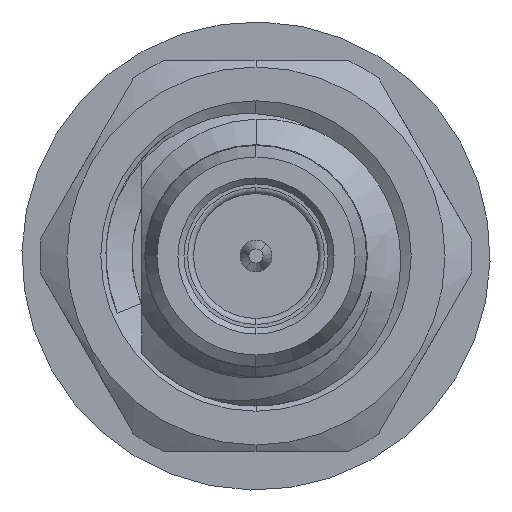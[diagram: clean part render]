
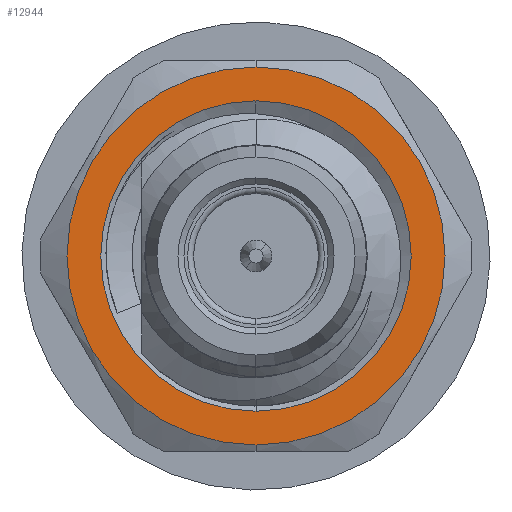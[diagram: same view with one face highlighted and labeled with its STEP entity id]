
A CAD part, left-side view. The second image highlights one B-rep face of the part: STEP entity #12944.
In plain terms, the highlighted planar face has unit normal (-1, 0, 0).
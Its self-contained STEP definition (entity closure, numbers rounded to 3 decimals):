
#21 = CARTESIAN_POINT ( 'NONE',  ( 6.599, 0., 2.587 ) ) ;
#78 = ORIENTED_EDGE ( 'NONE', *, *, #5625, .F. ) ;
#127 = CARTESIAN_POINT ( 'NONE',  ( 6.599, 0., 3.15 ) ) ;
#291 = DIRECTION ( 'NONE',  ( 0., 0., -1. ) ) ;
#317 = CARTESIAN_POINT ( 'NONE',  ( 6.599, 0., 0. ) ) ;
#492 = VERTEX_POINT ( 'NONE', #10586 ) ;
#623 = CARTESIAN_POINT ( 'NONE',  ( 6.599, 0., -2.587 ) ) ;
#759 = CARTESIAN_POINT ( 'NONE',  ( 6.599, 0., 0. ) ) ;
#970 = VERTEX_POINT ( 'NONE', #623 ) ;
#1270 = CIRCLE ( 'NONE', #9069, 2.587 ) ;
#1434 = AXIS2_PLACEMENT_3D ( 'NONE', #13922, #7146, #291 ) ;
#1468 = DIRECTION ( 'NONE',  ( 0., 0., -1. ) ) ;
#1488 = ORIENTED_EDGE ( 'NONE', *, *, #10893, .T. ) ;
#1905 = DIRECTION ( 'NONE',  ( 0., 0., 1. ) ) ;
#3490 = CARTESIAN_POINT ( 'NONE',  ( 6.599, 0., 0. ) ) ;
#3762 = FACE_BOUND ( 'NONE', #12333, .T. ) ;
#3798 = CARTESIAN_POINT ( 'NONE',  ( 6.599, 0., 0. ) ) ;
#4145 = VERTEX_POINT ( 'NONE', #21 ) ;
#4658 = DIRECTION ( 'NONE',  ( 0., 0., 1. ) ) ;
#4963 = DIRECTION ( 'NONE',  ( 0., 0., 1. ) ) ;
#5625 = EDGE_CURVE ( 'NONE', #13280, #492, #10143, .T. ) ;
#6615 = EDGE_CURVE ( 'NONE', #492, #13280, #10106, .T. ) ;
#7146 = DIRECTION ( 'NONE',  ( 1., 0., 0. ) ) ;
#7195 = ORIENTED_EDGE ( 'NONE', *, *, #6615, .F. ) ;
#7576 = PLANE ( 'NONE',  #10650 ) ;
#8349 = DIRECTION ( 'NONE',  ( 1., 0., 0. ) ) ;
#8480 = ORIENTED_EDGE ( 'NONE', *, *, #13537, .T. ) ;
#8686 = CIRCLE ( 'NONE', #9678, 2.587 ) ;
#8792 = DIRECTION ( 'NONE',  ( -1., 0., 0. ) ) ;
#9069 = AXIS2_PLACEMENT_3D ( 'NONE', #3798, #11794, #4963 ) ;
#9678 = AXIS2_PLACEMENT_3D ( 'NONE', #3490, #11510, #4658 ) ;
#10106 = CIRCLE ( 'NONE', #1434, 3.15 ) ;
#10143 = CIRCLE ( 'NONE', #13337, 3.15 ) ;
#10499 = EDGE_LOOP ( 'NONE', ( #7195, #78 ) ) ;
#10586 = CARTESIAN_POINT ( 'NONE',  ( 6.599, 0., -3.15 ) ) ;
#10650 = AXIS2_PLACEMENT_3D ( 'NONE', #759, #8792, #1905 ) ;
#10893 = EDGE_CURVE ( 'NONE', #970, #4145, #8686, .T. ) ;
#11510 = DIRECTION ( 'NONE',  ( 1., 0., 0. ) ) ;
#11794 = DIRECTION ( 'NONE',  ( 1., 0., 0. ) ) ;
#12333 = EDGE_LOOP ( 'NONE', ( #8480, #1488 ) ) ;
#12524 = FACE_OUTER_BOUND ( 'NONE', #10499, .T. ) ;
#12944 = ADVANCED_FACE ( 'NONE', ( #3762, #12524 ), #7576, .T. ) ;
#13280 = VERTEX_POINT ( 'NONE', #127 ) ;
#13337 = AXIS2_PLACEMENT_3D ( 'NONE', #317, #8349, #1468 ) ;
#13537 = EDGE_CURVE ( 'NONE', #4145, #970, #1270, .T. ) ;
#13922 = CARTESIAN_POINT ( 'NONE',  ( 6.599, 0., 0. ) ) ;
